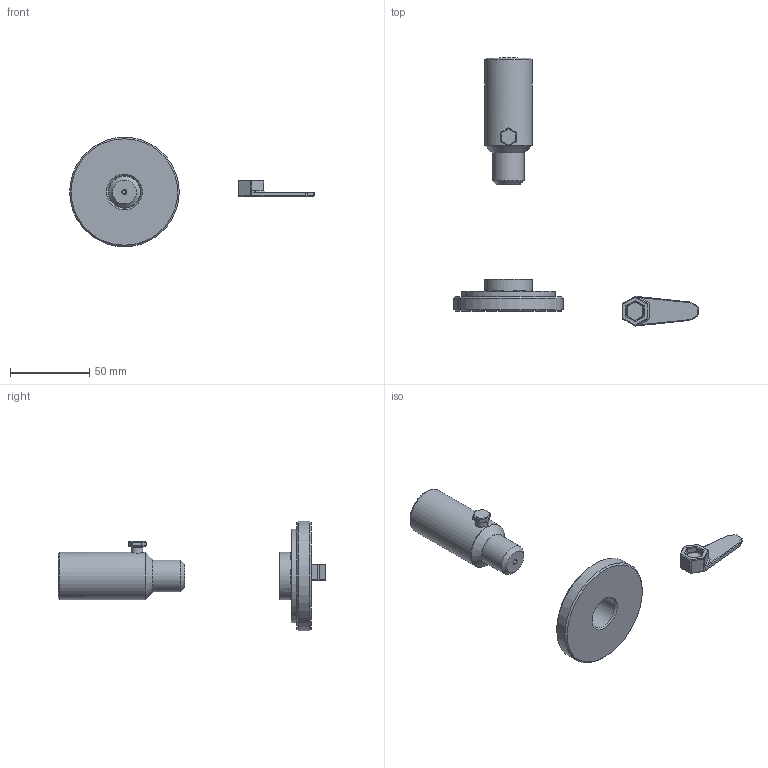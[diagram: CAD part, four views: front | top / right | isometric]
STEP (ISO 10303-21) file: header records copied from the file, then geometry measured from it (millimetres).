
FILE_DESCRIPTION(/* description */ (''),/* implementation_level */ '2;1');
FILE_NAME(/* name */ 'OpenASAP_IonMax_V1.step',/* time_stamp */ '2023-07-15T21:04:52-04:00',/* author */ (''),/* organization */ (''),/* preprocessor_version */ 'ST-DEVELOPER v19.2',/* originating_system */ 'Autodesk Translation Framework v12.6.0.85',/* authorisation */ '');
FILE_SCHEMA (('AUTOMOTIVE_DESIGN { 1 0 10303 214 3 1 1 }'));
Length unit declared in the file: millimetre
Products named in the file (6): asap window; Port; Button; Probe_body; Spacer; Wrench
Assembly tree (5 placements, depth 2):
  asap window
    Port
    Button
    Probe_body
    Spacer
    Wrench
Bounding box: 154.62 x 169.31 x 69.23 mm (x, y, z)
Volume: 61555.3 mm3; surface area: 36891.9 mm2
Topology: 5 solids, 5 shells, 844 faces, 2026 edges, 1223 vertices
Faces by surface type: plane 627, bspline 106, cone 70, cylinder 41
Full cylindrical faces by diameter (mm): 1.55 x2, 2.25 x2, 4.5 x2, 7.3 x2, 20 x1, 20.5 x1, 24 x1, 30 x2, 58.95 x1, 69.23 x1
Entity records: 25785 total; most frequent: CARTESIAN_POINT 7270, ORIENTED_EDGE 4052, DIRECTION 3345, EDGE_CURVE 2026, LINE 1495, VECTOR 1495, VERTEX_POINT 1223, AXIS2_PLACEMENT_3D 925
